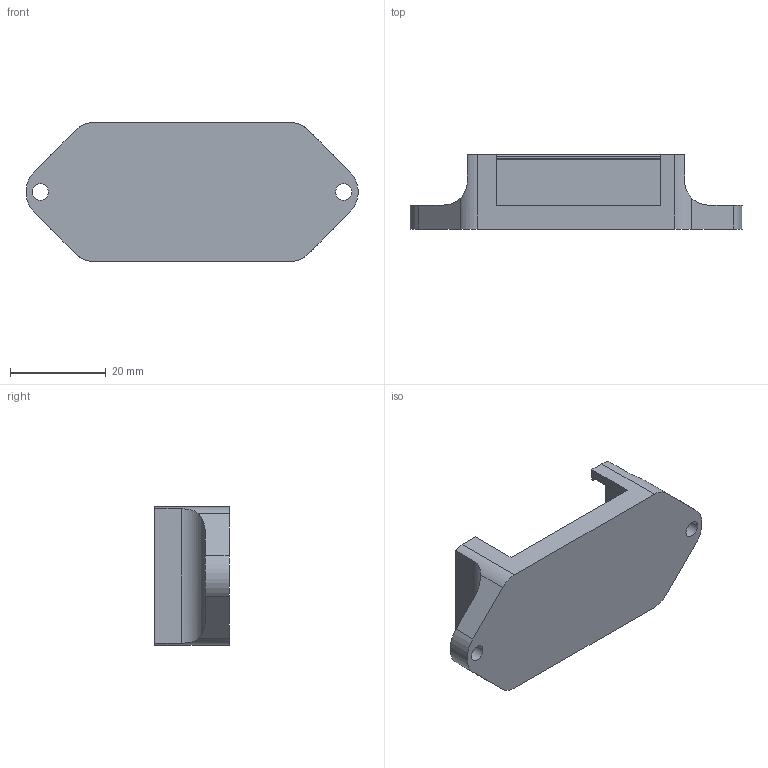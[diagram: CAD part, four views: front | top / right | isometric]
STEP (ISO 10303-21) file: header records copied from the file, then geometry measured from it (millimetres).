
FILE_DESCRIPTION(/* description */ (''),/* implementation_level */ '2;1');
FILE_NAME(/* name */ 'HOYMK_SSR_Mount_A.step',/* time_stamp */ '2024-02-29T13:35:23-06:00',/* author */ (''),/* organization */ (''),/* preprocessor_version */ 'ST-DEVELOPER v20',/* originating_system */ 'Autodesk Translation Framework v12.20.1.177',/* authorisation */ '');
FILE_SCHEMA (('AUTOMOTIVE_DESIGN { 1 0 10303 214 3 1 1 }'));
Length unit declared in the file: millimetre
Products named in the file (1): SSR Hoymk
Bounding box: 69.18 x 15.5 x 28.9 mm (x, y, z)
Volume: 6657.5 mm3; surface area: 7037.2 mm2
Topology: 1 solids, 1 shells, 38 faces, 108 edges, 72 vertices
Faces by surface type: plane 24, cylinder 14
Full cylindrical faces by diameter (mm): 3.4 x2
Entity records: 1316 total; most frequent: CARTESIAN_POINT 255, ORIENTED_EDGE 216, DIRECTION 210, EDGE_CURVE 108, LINE 76, VECTOR 76, VERTEX_POINT 72, AXIS2_PLACEMENT_3D 67
